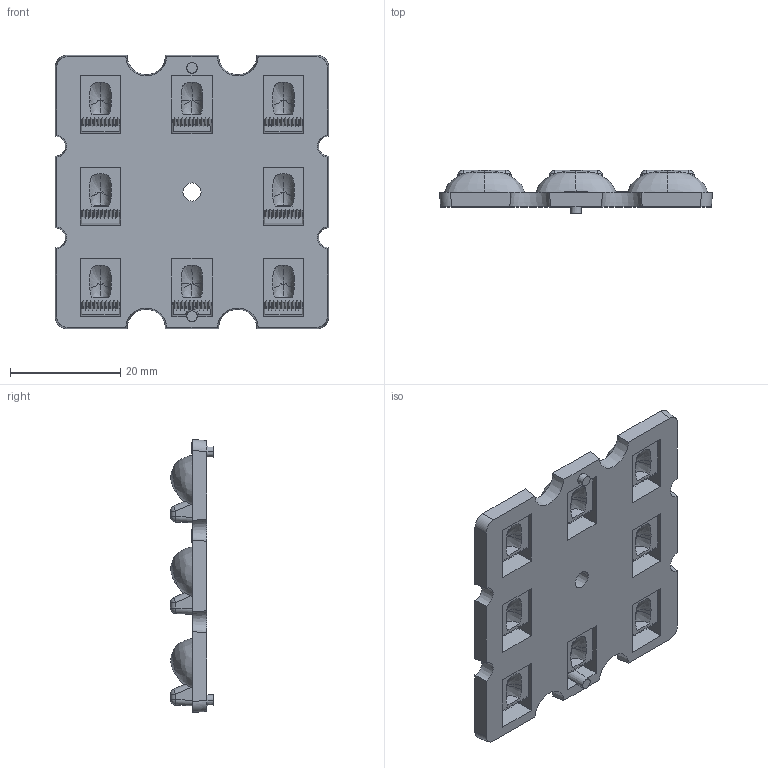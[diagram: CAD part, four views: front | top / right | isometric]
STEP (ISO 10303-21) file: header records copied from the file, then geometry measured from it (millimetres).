
FILE_DESCRIPTION((''),'2;1');
FILE_NAME('3535-T2-8H1','2022-02-18T',('123'),(''),'PRO/ENGINEER BY PARAMETRIC TECHNOLOGY CORPORATION, 2011310','PRO/ENGINEER BY PARAMETRIC TECHNOLOGY CORPORATION, 2011310','');
FILE_SCHEMA(('CONFIG_CONTROL_DESIGN'));
Length unit declared in the file: millimetre
Products named in the file (1): 3535-T2-8H1
Bounding box: 49.53 x 7.82 x 49.53 mm (x, y, z)
Volume: 8123.7 mm3; surface area: 7334.1 mm2
Topology: 1 solids, 1 shells, 881 faces, 2429 edges, 1522 vertices
Faces by surface type: plane 647, bspline 112, cylinder 68, sphere 32, cone 18, torus 4
Entity records: 38717 total; most frequent: CARTESIAN_POINT 17605, ORIENTED_EDGE 4730, DIRECTION 3698, EDGE_CURVE 2365, VECTOR 1874, LINE 1874, VERTEX_POINT 1522, EDGE_LOOP 919
